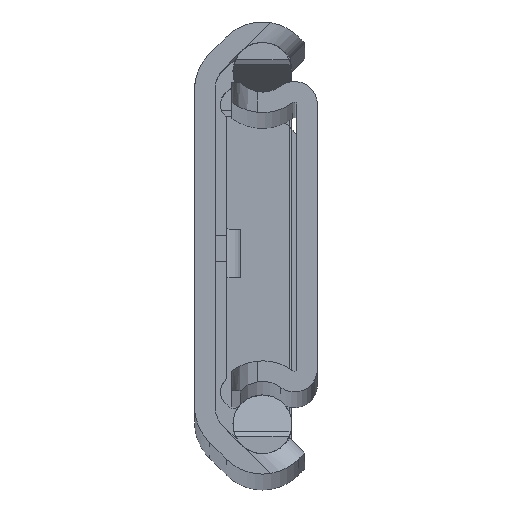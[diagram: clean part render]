
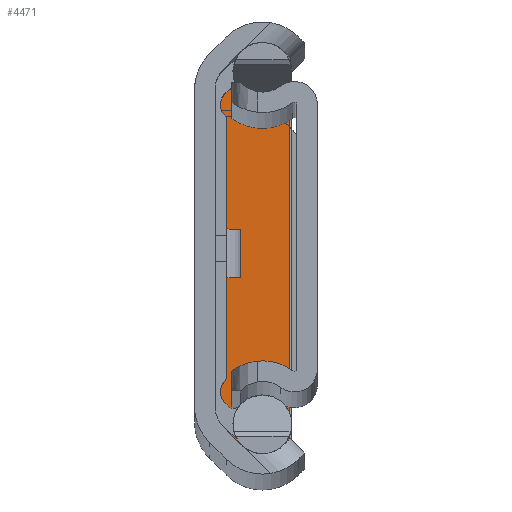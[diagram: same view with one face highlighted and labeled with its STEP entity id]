
A CAD part, top view. The second image highlights one B-rep face of the part: STEP entity #4471.
In plain terms, the highlighted planar face has unit normal (0, 0, 1).
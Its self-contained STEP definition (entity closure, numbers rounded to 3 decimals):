
#1603 = VECTOR ( 'NONE', #4809, 1000. ) ;
#1658 = ORIENTED_EDGE ( 'NONE', *, *, #3858, .T. ) ;
#2006 = VECTOR ( 'NONE', #9495, 1000. ) ;
#2104 = AXIS2_PLACEMENT_3D ( 'NONE', #11070, #4302, #10078 ) ;
#2377 = EDGE_CURVE ( 'NONE', #3307, #11454, #11291, .T. ) ;
#2784 = CARTESIAN_POINT ( 'NONE',  ( -14.8, 0.2, 3.25 ) ) ;
#2796 = CARTESIAN_POINT ( 'NONE',  ( -14.8, 6., 3.25 ) ) ;
#3307 = VERTEX_POINT ( 'NONE', #11969 ) ;
#3563 = CARTESIAN_POINT ( 'NONE',  ( 14.8, 5.8, 3.25 ) ) ;
#3810 = CARTESIAN_POINT ( 'NONE',  ( 14.8, 6., 3.25 ) ) ;
#3858 = EDGE_CURVE ( 'NONE', #6055, #3307, #8602, .T. ) ;
#4294 = EDGE_LOOP ( 'NONE', ( #1658, #5953, #9863, #8847 ) ) ;
#4302 = DIRECTION ( 'NONE',  ( 0., 0., -1. ) ) ;
#4363 = PLANE ( 'NONE',  #2104 ) ;
#4471 = ADVANCED_FACE ( 'NONE', ( #7975 ), #4363, .F. ) ;
#4690 = CARTESIAN_POINT ( 'NONE',  ( -15., 5.8, 3.25 ) ) ;
#4809 = DIRECTION ( 'NONE',  ( 1., 0., 0. ) ) ;
#5864 = CARTESIAN_POINT ( 'NONE',  ( 14.8, 0.2, 3.25 ) ) ;
#5868 = LINE ( 'NONE', #7727, #1603 ) ;
#5953 = ORIENTED_EDGE ( 'NONE', *, *, #2377, .T. ) ;
#6055 = VERTEX_POINT ( 'NONE', #3563 ) ;
#6849 = DIRECTION ( 'NONE',  ( 0., 1., 0. ) ) ;
#6898 = LINE ( 'NONE', #3810, #6955 ) ;
#6955 = VECTOR ( 'NONE', #6849, 1000. ) ;
#7556 = DIRECTION ( 'NONE',  ( -1., 0., 0. ) ) ;
#7727 = CARTESIAN_POINT ( 'NONE',  ( -15., 0.2, 3.25 ) ) ;
#7824 = VERTEX_POINT ( 'NONE', #5864 ) ;
#7878 = EDGE_CURVE ( 'NONE', #7824, #6055, #6898, .T. ) ;
#7975 = FACE_OUTER_BOUND ( 'NONE', #4294, .T. ) ;
#8345 = EDGE_CURVE ( 'NONE', #11454, #7824, #5868, .T. ) ;
#8602 = LINE ( 'NONE', #4690, #10584 ) ;
#8847 = ORIENTED_EDGE ( 'NONE', *, *, #7878, .T. ) ;
#9495 = DIRECTION ( 'NONE',  ( 0., -1., 0. ) ) ;
#9863 = ORIENTED_EDGE ( 'NONE', *, *, #8345, .T. ) ;
#10078 = DIRECTION ( 'NONE',  ( -1., 0., 0. ) ) ;
#10584 = VECTOR ( 'NONE', #7556, 1000. ) ;
#11070 = CARTESIAN_POINT ( 'NONE',  ( -15., 6., 3.25 ) ) ;
#11291 = LINE ( 'NONE', #2796, #2006 ) ;
#11454 = VERTEX_POINT ( 'NONE', #2784 ) ;
#11969 = CARTESIAN_POINT ( 'NONE',  ( -14.8, 5.8, 3.25 ) ) ;
